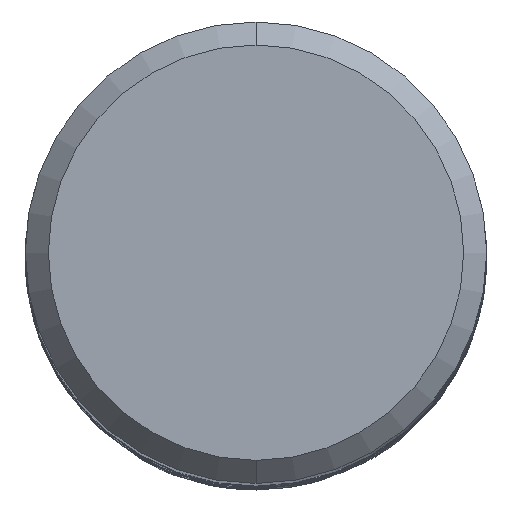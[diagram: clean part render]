
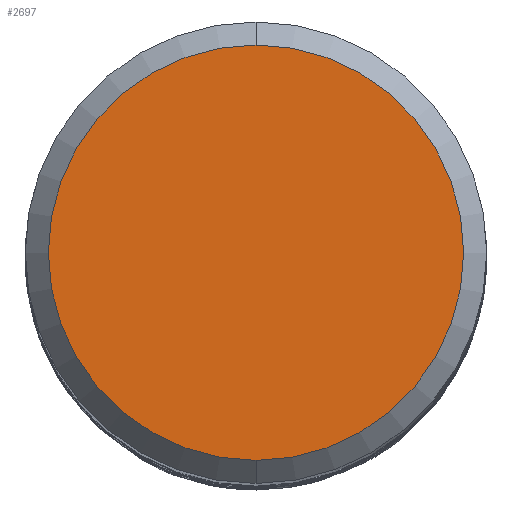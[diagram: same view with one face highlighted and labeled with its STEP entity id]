
A CAD part, top view. The second image highlights one B-rep face of the part: STEP entity #2697.
In plain terms, the highlighted planar face has unit normal (0, 0, 1).
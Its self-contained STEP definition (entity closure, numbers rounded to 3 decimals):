
#1531=VERTEX_POINT('',#3806);
#1723=VERTEX_POINT('',#4014);
#2697=ADVANCED_FACE('',(#5082),#5083,.T.);
#2921=EDGE_CURVE('',#1723,#1531,#5325,.T.);
#3139=EDGE_CURVE('',#1531,#1723,#5558,.T.);
#3806=CARTESIAN_POINT('',(0.,-7.2,0.0));
#4014=CARTESIAN_POINT('',(0.0,7.2,0.0));
#5082=FACE_OUTER_BOUND('',#32697,.T.);
#5083=PLANE('',#32698);
#5325=CIRCLE('',#34628,7.2);
#5558=CIRCLE('',#37561,7.2);
#32697=EDGE_LOOP('',(#42907,#42908));
#32698=AXIS2_PLACEMENT_3D('',#42909,#42910,#42911);
#34628=AXIS2_PLACEMENT_3D('',#43102,#43103,#43104);
#37561=AXIS2_PLACEMENT_3D('',#43322,#43323,#43324);
#42907=ORIENTED_EDGE('',*,*,#2921,.F.);
#42908=ORIENTED_EDGE('',*,*,#3139,.F.);
#42909=CARTESIAN_POINT('',(0.0,3.6,0.0));
#42910=DIRECTION('',(-0.0,0.0,1.0));
#42911=DIRECTION('',(0.0,-1.0,0.0));
#43102=CARTESIAN_POINT('',(0.0,0.0,0.0));
#43103=DIRECTION('',(0.0,0.0,-1.0));
#43104=DIRECTION('',(0.0,1.0,0.0));
#43322=CARTESIAN_POINT('',(0.0,0.0,0.0));
#43323=DIRECTION('',(0.0,0.0,-1.0));
#43324=DIRECTION('',(0.0,1.0,0.0));
